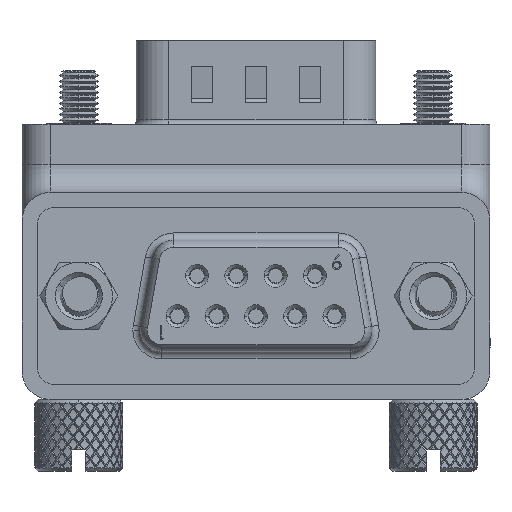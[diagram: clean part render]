
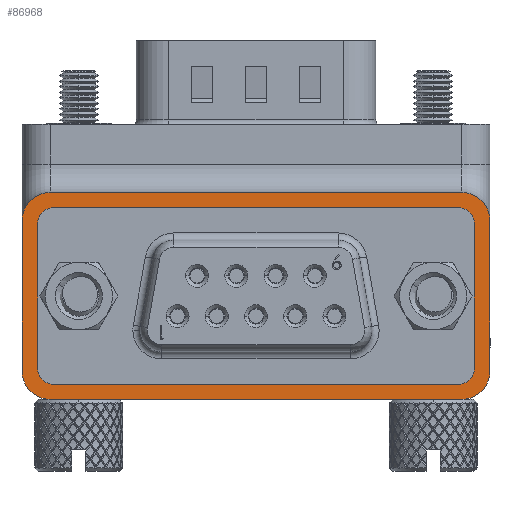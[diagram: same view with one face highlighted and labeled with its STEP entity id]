
A CAD part, front view. The second image highlights one B-rep face of the part: STEP entity #86968.
In plain terms, the highlighted planar face has unit normal (0, -1, 0).
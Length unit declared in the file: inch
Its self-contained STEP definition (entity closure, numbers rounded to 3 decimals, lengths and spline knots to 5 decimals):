
#1045 = EDGE_CURVE ( 'NONE', #62991, #152983, #52431, .T. ) ;
#1219 = VERTEX_POINT ( 'NONE', #89489 ) ;
#2032 = DIRECTION ( 'NONE',  ( 0., 0., 1. ) ) ;
#2936 = ORIENTED_EDGE ( 'NONE', *, *, #55669, .F. ) ;
#3210 = CARTESIAN_POINT ( 'NONE',  ( -0.5713, -0.47638, -0.68508 ) ) ;
#3520 = ORIENTED_EDGE ( 'NONE', *, *, #1045, .F. ) ;
#5284 = ORIENTED_EDGE ( 'NONE', *, *, #28317, .F. ) ;
#8192 = CARTESIAN_POINT ( 'NONE',  ( 0.65, -0.47638, -0.26768 ) ) ;
#8492 = CIRCLE ( 'NONE', #20695, 0.045 ) ;
#8788 = CARTESIAN_POINT ( 'NONE',  ( -0.65, -0.47638, -0.76378 ) ) ;
#10459 = EDGE_LOOP ( 'NONE', ( #76030, #71670, #75697, #73654, #100605, #64337, #134529, #27466 ) ) ;
#11253 = AXIS2_PLACEMENT_3D ( 'NONE', #8788, #179518, #180721 ) ;
#11563 = DIRECTION ( 'NONE',  ( 0., 0., 1. ) ) ;
#11767 = LINE ( 'NONE', #95897, #77971 ) ;
#15084 = CARTESIAN_POINT ( 'NONE',  ( 0.6065, -0.47638, -0.67748 ) ) ;
#19747 = VERTEX_POINT ( 'NONE', #15084 ) ;
#20695 = AXIS2_PLACEMENT_3D ( 'NONE', #50401, #107084, #91157 ) ;
#21054 = DIRECTION ( 'NONE',  ( 0., 0., 1. ) ) ;
#23074 = LINE ( 'NONE', #101858, #168790 ) ;
#23461 = EDGE_CURVE ( 'NONE', #89495, #46743, #147760, .T. ) ;
#24883 = EDGE_CURVE ( 'NONE', #36301, #103673, #120058, .T. ) ;
#27383 = AXIS2_PLACEMENT_3D ( 'NONE', #3210, #88987, #2032 ) ;
#27399 = VERTEX_POINT ( 'NONE', #171033 ) ;
#27466 = ORIENTED_EDGE ( 'NONE', *, *, #65661, .T. ) ;
#27487 = DIRECTION ( 'NONE',  ( 0., 0., 1. ) ) ;
#28317 = EDGE_CURVE ( 'NONE', #94556, #93853, #11767, .T. ) ;
#28961 = LINE ( 'NONE', #102750, #152769 ) ;
#29656 = CARTESIAN_POINT ( 'NONE',  ( -0.5615, -0.47638, -0.72248 ) ) ;
#36301 = VERTEX_POINT ( 'NONE', #59351 ) ;
#37214 = ORIENTED_EDGE ( 'NONE', *, *, #23461, .F. ) ;
#37313 = CARTESIAN_POINT ( 'NONE',  ( -0.5615, -0.47638, -0.72248 ) ) ;
#39244 = CARTESIAN_POINT ( 'NONE',  ( 0.5713, -0.47638, -0.68508 ) ) ;
#39403 = EDGE_CURVE ( 'NONE', #149573, #27399, #28961, .T. ) ;
#40591 = VECTOR ( 'NONE', #27487, 39.37008 ) ;
#43541 = DIRECTION ( 'NONE',  ( 0., -1., 0. ) ) ;
#44586 = LINE ( 'NONE', #117082, #68880 ) ;
#45453 = DIRECTION ( 'NONE',  ( 0., 0., 1. ) ) ;
#46743 = VERTEX_POINT ( 'NONE', #169787 ) ;
#48728 = DIRECTION ( 'NONE',  ( 0., 0., 1. ) ) ;
#50401 = CARTESIAN_POINT ( 'NONE',  ( -0.5615, -0.47638, -0.67748 ) ) ;
#52431 = LINE ( 'NONE', #37313, #72255 ) ;
#53897 = CARTESIAN_POINT ( 'NONE',  ( -0.5713, -0.47638, -0.18898 ) ) ;
#55669 = EDGE_CURVE ( 'NONE', #46743, #62991, #8492, .T. ) ;
#56460 = CARTESIAN_POINT ( 'NONE',  ( -0.5713, -0.47638, -0.76378 ) ) ;
#58507 = VERTEX_POINT ( 'NONE', #53897 ) ;
#59351 = CARTESIAN_POINT ( 'NONE',  ( 0.65, -0.47638, -0.68508 ) ) ;
#60514 = CIRCLE ( 'NONE', #73865, 0.0787 ) ;
#62890 = DIRECTION ( 'NONE',  ( 0., -1., 0. ) ) ;
#62991 = VERTEX_POINT ( 'NONE', #29656 ) ;
#64337 = ORIENTED_EDGE ( 'NONE', *, *, #158361, .T. ) ;
#65602 = EDGE_LOOP ( 'NONE', ( #157151, #130031, #3520, #2936, #37214, #78448, #5284, #106110 ) ) ;
#65661 = EDGE_CURVE ( 'NONE', #158842, #36301, #125651, .T. ) ;
#67156 = AXIS2_PLACEMENT_3D ( 'NONE', #39244, #166340, #11563 ) ;
#67397 = DIRECTION ( 'NONE',  ( 0., -1., 0. ) ) ;
#68880 = VECTOR ( 'NONE', #129466, 39.37008 ) ;
#69747 = CARTESIAN_POINT ( 'NONE',  ( -0.6065, -0.47638, -0.27548 ) ) ;
#71404 = CARTESIAN_POINT ( 'NONE',  ( -0.65, -0.47638, -0.26768 ) ) ;
#71670 = ORIENTED_EDGE ( 'NONE', *, *, #113164, .T. ) ;
#71740 = CIRCLE ( 'NONE', #113242, 0.045 ) ;
#72255 = VECTOR ( 'NONE', #78116, 39.37008 ) ;
#73654 = ORIENTED_EDGE ( 'NONE', *, *, #153003, .T. ) ;
#73865 = AXIS2_PLACEMENT_3D ( 'NONE', #83845, #85050, #45453 ) ;
#75697 = ORIENTED_EDGE ( 'NONE', *, *, #117834, .T. ) ;
#76030 = ORIENTED_EDGE ( 'NONE', *, *, #24883, .T. ) ;
#77971 = VECTOR ( 'NONE', #150850, 39.37008 ) ;
#78116 = DIRECTION ( 'NONE',  ( 1., 0., 0. ) ) ;
#78448 = ORIENTED_EDGE ( 'NONE', *, *, #115781, .F. ) ;
#79374 = CARTESIAN_POINT ( 'NONE',  ( -0.5615, -0.47638, -0.23048 ) ) ;
#79593 = AXIS2_PLACEMENT_3D ( 'NONE', #106023, #62890, #48728 ) ;
#83845 = CARTESIAN_POINT ( 'NONE',  ( -0.5713, -0.47638, -0.26768 ) ) ;
#85050 = DIRECTION ( 'NONE',  ( 0., -1., 0. ) ) ;
#86568 = VERTEX_POINT ( 'NONE', #56460 ) ;
#86968 = ADVANCED_FACE ( 'NONE', ( #182794, #136443 ), #93262, .F. ) ;
#88987 = DIRECTION ( 'NONE',  ( 0., -1., 0. ) ) ;
#89489 = CARTESIAN_POINT ( 'NONE',  ( 0.5713, -0.47638, -0.18898 ) ) ;
#89495 = VERTEX_POINT ( 'NONE', #144386 ) ;
#91157 = DIRECTION ( 'NONE',  ( 0., 0., 1. ) ) ;
#91868 = CARTESIAN_POINT ( 'NONE',  ( 0.5713, -0.47638, -0.76378 ) ) ;
#92537 = AXIS2_PLACEMENT_3D ( 'NONE', #124225, #140275, #112495 ) ;
#93262 = PLANE ( 'NONE',  #11253 ) ;
#93853 = VERTEX_POINT ( 'NONE', #79374 ) ;
#94556 = VERTEX_POINT ( 'NONE', #133636 ) ;
#94562 = DIRECTION ( 'NONE',  ( 0., 0., 1. ) ) ;
#95897 = CARTESIAN_POINT ( 'NONE',  ( -0.5615, -0.47638, -0.23048 ) ) ;
#99667 = LINE ( 'NONE', #175902, #132789 ) ;
#100605 = ORIENTED_EDGE ( 'NONE', *, *, #39403, .T. ) ;
#101858 = CARTESIAN_POINT ( 'NONE',  ( -0.65, -0.47638, -0.76378 ) ) ;
#102750 = CARTESIAN_POINT ( 'NONE',  ( -0.65, -0.47638, -0.18898 ) ) ;
#103673 = VERTEX_POINT ( 'NONE', #8192 ) ;
#106023 = CARTESIAN_POINT ( 'NONE',  ( -0.5615, -0.47638, -0.27548 ) ) ;
#106110 = ORIENTED_EDGE ( 'NONE', *, *, #124817, .F. ) ;
#107084 = DIRECTION ( 'NONE',  ( 0., -1., 0. ) ) ;
#112495 = DIRECTION ( 'NONE',  ( 0., 0., 1. ) ) ;
#113164 = EDGE_CURVE ( 'NONE', #103673, #1219, #145156, .T. ) ;
#113203 = DIRECTION ( 'NONE',  ( 0., 0., 1. ) ) ;
#113242 = AXIS2_PLACEMENT_3D ( 'NONE', #171773, #43541, #113203 ) ;
#113807 = CARTESIAN_POINT ( 'NONE',  ( 0.65, -0.47638, -0.76378 ) ) ;
#115781 = EDGE_CURVE ( 'NONE', #93853, #89495, #123458, .T. ) ;
#117082 = CARTESIAN_POINT ( 'NONE',  ( 0.65, -0.47638, -0.18898 ) ) ;
#117834 = EDGE_CURVE ( 'NONE', #1219, #58507, #44586, .T. ) ;
#120058 = LINE ( 'NONE', #113807, #40591 ) ;
#123372 = VERTEX_POINT ( 'NONE', #152164 ) ;
#123458 = CIRCLE ( 'NONE', #79593, 0.045 ) ;
#124225 = CARTESIAN_POINT ( 'NONE',  ( 0.5713, -0.47638, -0.26768 ) ) ;
#124817 = EDGE_CURVE ( 'NONE', #123372, #94556, #179580, .T. ) ;
#125651 = CIRCLE ( 'NONE', #67156, 0.0787 ) ;
#127469 = DIRECTION ( 'NONE',  ( 1., 0., 0. ) ) ;
#129466 = DIRECTION ( 'NONE',  ( -1., 0., 0. ) ) ;
#130031 = ORIENTED_EDGE ( 'NONE', *, *, #155404, .F. ) ;
#132789 = VECTOR ( 'NONE', #21054, 39.37008 ) ;
#133636 = CARTESIAN_POINT ( 'NONE',  ( 0.5615, -0.47638, -0.23048 ) ) ;
#134529 = ORIENTED_EDGE ( 'NONE', *, *, #160572, .T. ) ;
#136443 = FACE_OUTER_BOUND ( 'NONE', #10459, .T. ) ;
#138180 = DIRECTION ( 'NONE',  ( 0., 0., -1. ) ) ;
#138286 = CARTESIAN_POINT ( 'NONE',  ( 0.5615, -0.47638, -0.27548 ) ) ;
#138301 = EDGE_CURVE ( 'NONE', #19747, #123372, #99667, .T. ) ;
#140275 = DIRECTION ( 'NONE',  ( 0., -1., 0. ) ) ;
#144386 = CARTESIAN_POINT ( 'NONE',  ( -0.6065, -0.47638, -0.27548 ) ) ;
#145156 = CIRCLE ( 'NONE', #92537, 0.0787 ) ;
#147760 = LINE ( 'NONE', #69747, #156584 ) ;
#149573 = VERTEX_POINT ( 'NONE', #71404 ) ;
#150850 = DIRECTION ( 'NONE',  ( -1., 0., 0. ) ) ;
#152164 = CARTESIAN_POINT ( 'NONE',  ( 0.6065, -0.47638, -0.27548 ) ) ;
#152769 = VECTOR ( 'NONE', #160761, 39.37008 ) ;
#152983 = VERTEX_POINT ( 'NONE', #181788 ) ;
#153003 = EDGE_CURVE ( 'NONE', #58507, #149573, #60514, .T. ) ;
#154782 = AXIS2_PLACEMENT_3D ( 'NONE', #138286, #67397, #94562 ) ;
#155404 = EDGE_CURVE ( 'NONE', #152983, #19747, #71740, .T. ) ;
#156584 = VECTOR ( 'NONE', #138180, 39.37008 ) ;
#157151 = ORIENTED_EDGE ( 'NONE', *, *, #138301, .F. ) ;
#158361 = EDGE_CURVE ( 'NONE', #27399, #86568, #160770, .T. ) ;
#158842 = VERTEX_POINT ( 'NONE', #91868 ) ;
#160572 = EDGE_CURVE ( 'NONE', #86568, #158842, #23074, .T. ) ;
#160761 = DIRECTION ( 'NONE',  ( 0., 0., -1. ) ) ;
#160770 = CIRCLE ( 'NONE', #27383, 0.0787 ) ;
#166340 = DIRECTION ( 'NONE',  ( 0., -1., 0. ) ) ;
#168790 = VECTOR ( 'NONE', #127469, 39.37008 ) ;
#169787 = CARTESIAN_POINT ( 'NONE',  ( -0.6065, -0.47638, -0.67748 ) ) ;
#171033 = CARTESIAN_POINT ( 'NONE',  ( -0.65, -0.47638, -0.68508 ) ) ;
#171773 = CARTESIAN_POINT ( 'NONE',  ( 0.5615, -0.47638, -0.67748 ) ) ;
#175902 = CARTESIAN_POINT ( 'NONE',  ( 0.6065, -0.47638, -0.27548 ) ) ;
#179518 = DIRECTION ( 'NONE',  ( 0., 1., 0. ) ) ;
#179580 = CIRCLE ( 'NONE', #154782, 0.045 ) ;
#180721 = DIRECTION ( 'NONE',  ( 0., 0., 1. ) ) ;
#181788 = CARTESIAN_POINT ( 'NONE',  ( 0.5615, -0.47638, -0.72248 ) ) ;
#182794 = FACE_BOUND ( 'NONE', #65602, .T. ) ;
